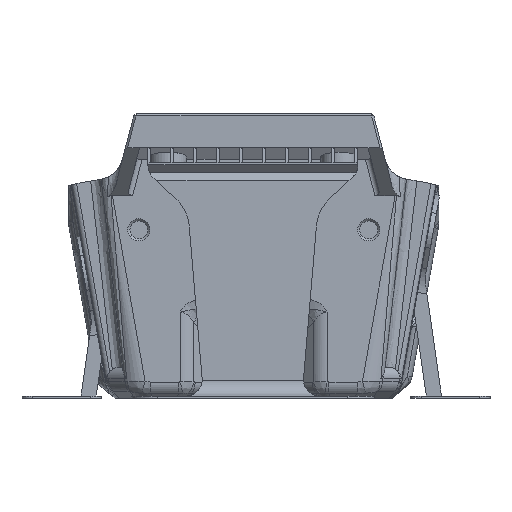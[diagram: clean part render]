
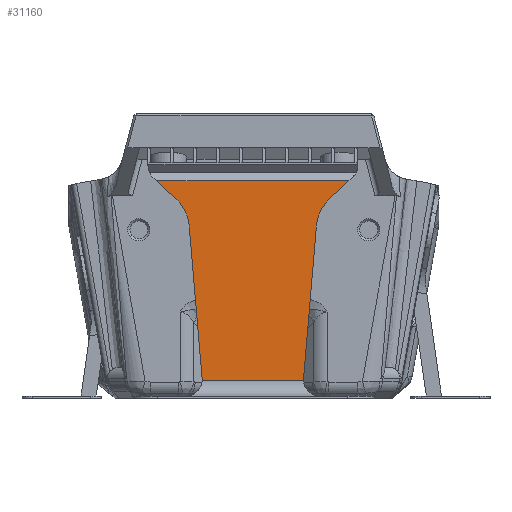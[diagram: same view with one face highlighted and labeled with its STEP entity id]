
A CAD part, front view. The second image highlights one B-rep face of the part: STEP entity #31160.
In plain terms, the highlighted planar face has unit normal (0, -1, 0).
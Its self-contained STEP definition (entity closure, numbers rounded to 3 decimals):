
#923=CIRCLE('',#33136,3.);
#924=CIRCLE('',#33137,3.);
#925=CIRCLE('',#33138,8.);
#926=CIRCLE('',#33139,8.);
#2288=LINE('',#47436,#5015);
#2290=LINE('',#47443,#5017);
#2291=LINE('',#47448,#5018);
#2292=LINE('',#47450,#5019);
#2293=LINE('',#47452,#5020);
#2294=LINE('',#47456,#5021);
#5015=VECTOR('',#36366,1000.);
#5017=VECTOR('',#36372,1000.);
#5018=VECTOR('',#36377,1000.);
#5019=VECTOR('',#36378,1000.);
#5020=VECTOR('',#36379,1000.);
#5021=VECTOR('',#36382,1000.);
#7668=PLANE('',#33135);
#9445=ORIENTED_EDGE('',*,*,#18691,.T.);
#9446=ORIENTED_EDGE('',*,*,#18692,.T.);
#9447=ORIENTED_EDGE('',*,*,#18693,.T.);
#9448=ORIENTED_EDGE('',*,*,#18689,.F.);
#9449=ORIENTED_EDGE('',*,*,#18694,.T.);
#9450=ORIENTED_EDGE('',*,*,#18695,.T.);
#9451=ORIENTED_EDGE('',*,*,#18696,.F.);
#9452=ORIENTED_EDGE('',*,*,#18697,.F.);
#9453=ORIENTED_EDGE('',*,*,#18698,.T.);
#9454=ORIENTED_EDGE('',*,*,#18699,.T.);
#18689=EDGE_CURVE('',#23379,#23380,#2288,.T.);
#18691=EDGE_CURVE('',#23381,#23382,#923,.T.);
#18692=EDGE_CURVE('',#23382,#23383,#2290,.F.);
#18693=EDGE_CURVE('',#23383,#23380,#924,.T.);
#18694=EDGE_CURVE('',#23379,#23384,#925,.T.);
#18695=EDGE_CURVE('',#23384,#23385,#2291,.T.);
#18696=EDGE_CURVE('',#23386,#23385,#2292,.T.);
#18697=EDGE_CURVE('',#23387,#23386,#2293,.T.);
#18698=EDGE_CURVE('',#23387,#23388,#926,.T.);
#18699=EDGE_CURVE('',#23388,#23381,#2294,.T.);
#23379=VERTEX_POINT('',#47435);
#23380=VERTEX_POINT('',#47437);
#23381=VERTEX_POINT('',#47441);
#23382=VERTEX_POINT('',#47442);
#23383=VERTEX_POINT('',#47444);
#23384=VERTEX_POINT('',#47447);
#23385=VERTEX_POINT('',#47449);
#23386=VERTEX_POINT('',#47451);
#23387=VERTEX_POINT('',#47453);
#23388=VERTEX_POINT('',#47455);
#27218=EDGE_LOOP('',(#9445,#9446,#9447,#9448,#9449,#9450,#9451,#9452,#9453,
#9454));
#29161=FACE_BOUND('',#27218,.T.);
#31160=ADVANCED_FACE('',(#29161),#7668,.F.);
#33135=AXIS2_PLACEMENT_3D('',#47439,#36368,#36369);
#33136=AXIS2_PLACEMENT_3D('',#47440,#36370,#36371);
#33137=AXIS2_PLACEMENT_3D('',#47445,#36373,#36374);
#33138=AXIS2_PLACEMENT_3D('',#47446,#36375,#36376);
#33139=AXIS2_PLACEMENT_3D('',#47454,#36380,#36381);
#36366=DIRECTION('',(-0.084,0.,-0.996));
#36368=DIRECTION('',(0.,1.,0.));
#36369=DIRECTION('',(0.,0.,1.));
#36370=DIRECTION('',(0.,1.,0.));
#36371=DIRECTION('',(0.,0.,1.));
#36372=DIRECTION('',(-1.,0.,0.));
#36373=DIRECTION('',(0.,1.,0.));
#36374=DIRECTION('',(0.,0.,1.));
#36375=DIRECTION('',(0.,1.,0.));
#36376=DIRECTION('',(0.,0.,1.));
#36377=DIRECTION('',(0.731,0.,0.682));
#36378=DIRECTION('',(1.,0.,0.));
#36379=DIRECTION('',(-0.731,0.,0.682));
#36380=DIRECTION('',(0.,1.,0.));
#36381=DIRECTION('',(0.,0.,1.));
#36382=DIRECTION('',(0.084,0.,-0.996));
#47435=CARTESIAN_POINT('',(11.856,-32.314,32.579));
#47436=CARTESIAN_POINT('',(36.482,-32.314,324.724));
#47437=CARTESIAN_POINT('',(9.418,-32.314,3.652));
#47439=CARTESIAN_POINT('',(0.,-32.314,327.8));
#47440=CARTESIAN_POINT('',(-12.767,-32.314,3.4));
#47441=CARTESIAN_POINT('',(-9.777,-32.314,3.652));
#47442=CARTESIAN_POINT('',(-9.767,-32.314,3.4));
#47443=CARTESIAN_POINT('',(9.143,-32.314,3.4));
#47444=CARTESIAN_POINT('',(9.407,-32.314,3.4));
#47445=CARTESIAN_POINT('',(12.407,-32.314,3.4));
#47446=CARTESIAN_POINT('',(19.828,-32.314,31.907));
#47447=CARTESIAN_POINT('',(14.372,-32.314,37.757));
#47448=CARTESIAN_POINT('',(16.736,-32.314,39.963));
#47449=CARTESIAN_POINT('',(17.982,-32.314,41.124));
#47450=CARTESIAN_POINT('',(-65.369,-32.314,41.124));
#47451=CARTESIAN_POINT('',(-18.341,-32.314,41.124));
#47452=CARTESIAN_POINT('',(-17.096,-32.314,39.963));
#47453=CARTESIAN_POINT('',(-14.731,-32.314,37.757));
#47454=CARTESIAN_POINT('',(-20.187,-32.314,31.907));
#47455=CARTESIAN_POINT('',(-12.216,-32.314,32.579));
#47456=CARTESIAN_POINT('',(-36.839,-32.314,324.694));
